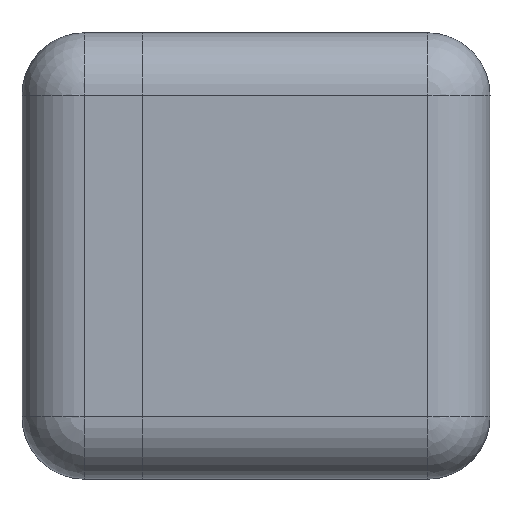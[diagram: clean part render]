
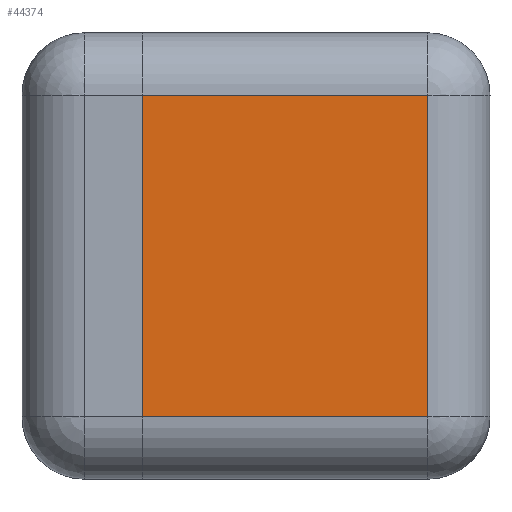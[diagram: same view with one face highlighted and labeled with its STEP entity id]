
A CAD part, left-side view. The second image highlights one B-rep face of the part: STEP entity #44374.
In plain terms, the highlighted planar face has unit normal (-1, 0, 0).
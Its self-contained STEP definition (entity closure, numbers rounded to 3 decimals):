
#1376 = EDGE_CURVE ( 'NONE', #48154, #14770, #58663, .T. ) ;
#2509 = ORIENTED_EDGE ( 'NONE', *, *, #54431, .F. ) ;
#5119 = VERTEX_POINT ( 'NONE', #38292 ) ;
#10894 = DIRECTION ( 'NONE',  ( 0., 0., 1. ) ) ;
#11668 = CARTESIAN_POINT ( 'NONE',  ( -434.814, -166.167, 206.224 ) ) ;
#11956 = CARTESIAN_POINT ( 'NONE',  ( -434.814, -166.167, -206.224 ) ) ;
#13991 = CARTESIAN_POINT ( 'NONE',  ( -434.814, 199.359, 286.224 ) ) ;
#14770 = VERTEX_POINT ( 'NONE', #11668 ) ;
#17790 = DIRECTION ( 'NONE',  ( 0., -1., 0. ) ) ;
#18488 = CARTESIAN_POINT ( 'NONE',  ( -434.814, 189.359, -206.224 ) ) ;
#18873 = DIRECTION ( 'NONE',  ( 0., 0., 1. ) ) ;
#21558 = VECTOR ( 'NONE', #54795, 1000. ) ;
#23269 = ORIENTED_EDGE ( 'NONE', *, *, #55909, .T. ) ;
#23535 = EDGE_LOOP ( 'NONE', ( #58314, #23269, #2509, #46262 ) ) ;
#25333 = VECTOR ( 'NONE', #17790, 1000. ) ;
#33378 = CARTESIAN_POINT ( 'NONE',  ( -434.814, -166.167, 286.224 ) ) ;
#37389 = CARTESIAN_POINT ( 'NONE',  ( -434.814, 189.359, 286.224 ) ) ;
#38292 = CARTESIAN_POINT ( 'NONE',  ( -434.814, 199.359, 206.224 ) ) ;
#38623 = EDGE_CURVE ( 'NONE', #52260, #48154, #54869, .T. ) ;
#42845 = DIRECTION ( 'NONE',  ( 0., 1., 0. ) ) ;
#44374 = ADVANCED_FACE ( 'NONE', ( #45333 ), #66646, .T. ) ;
#44847 = CARTESIAN_POINT ( 'NONE',  ( -434.814, 199.359, -206.224 ) ) ;
#45333 = FACE_OUTER_BOUND ( 'NONE', #23535, .T. ) ;
#46262 = ORIENTED_EDGE ( 'NONE', *, *, #38623, .T. ) ;
#46467 = LINE ( 'NONE', #13991, #54322 ) ;
#47081 = LINE ( 'NONE', #63486, #60731 ) ;
#48154 = VERTEX_POINT ( 'NONE', #11956 ) ;
#52260 = VERTEX_POINT ( 'NONE', #44847 ) ;
#53542 = DIRECTION ( 'NONE',  ( -1., 0., 0. ) ) ;
#54322 = VECTOR ( 'NONE', #18873, 1000. ) ;
#54431 = EDGE_CURVE ( 'NONE', #52260, #5119, #46467, .T. ) ;
#54795 = DIRECTION ( 'NONE',  ( 0., 0., 1. ) ) ;
#54869 = LINE ( 'NONE', #18488, #25333 ) ;
#55909 = EDGE_CURVE ( 'NONE', #14770, #5119, #47081, .T. ) ;
#58314 = ORIENTED_EDGE ( 'NONE', *, *, #1376, .T. ) ;
#58663 = LINE ( 'NONE', #33378, #21558 ) ;
#60731 = VECTOR ( 'NONE', #42845, 1000. ) ;
#63067 = AXIS2_PLACEMENT_3D ( 'NONE', #37389, #53542, #10894 ) ;
#63486 = CARTESIAN_POINT ( 'NONE',  ( -434.814, 189.359, 206.224 ) ) ;
#66646 = PLANE ( 'NONE',  #63067 ) ;
